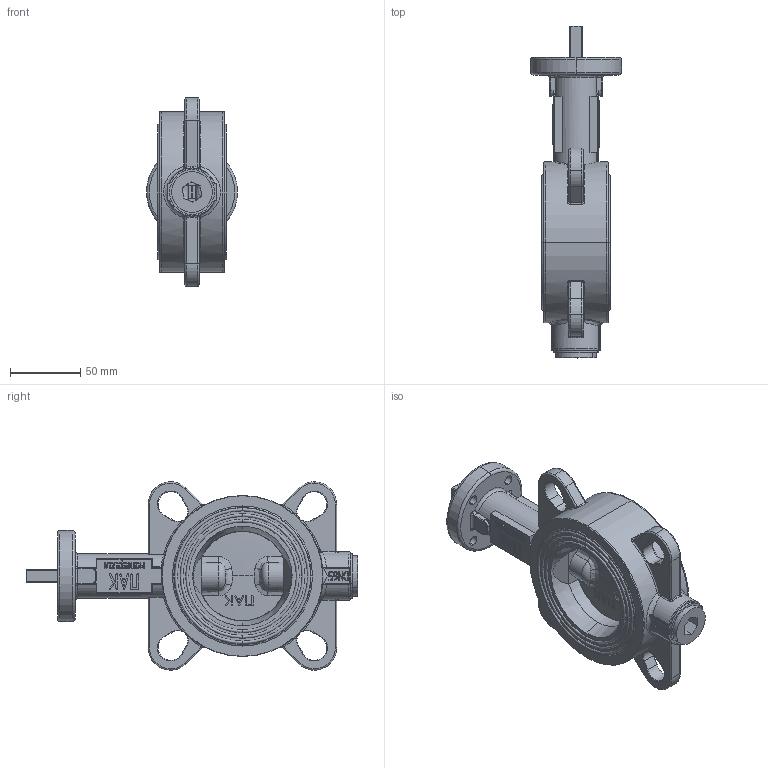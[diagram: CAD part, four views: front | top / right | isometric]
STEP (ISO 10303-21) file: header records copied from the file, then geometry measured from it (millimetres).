
FILE_DESCRIPTION (( 'STEP AP214' ), '1' );
FILE_NAME ('! 檗10.065.16.000 捘.STEP', '2022-05-30T07:09:18', ( '' ), ( '' ), 'SwSTEP 2.0', 'SolidWorks 2017', '' );
FILE_SCHEMA (( 'AUTOMOTIVE_DESIGN' ));
Length unit declared in the file: millimetre
Products named in the file (1): ! 檗10.065.16.000 捘
Bounding box: 65 x 237 x 134.53 mm (x, y, z)
Surface area: 90502.7 mm2 (no closed solid volume)
Topology: 0 solids, 9 shells, 1053 faces, 4142 edges, 2913 vertices
Faces by surface type: plane 478, bspline 291, cylinder 159, torus 117, cone 8
Entity records: 70957 total; most frequent: CARTESIAN_POINT 29331, ORIENTED_EDGE 6452, DIRECTION 4655, EDGE_CURVE 4135, VERTEX_POINT 2913, LINE 2045, VECTOR 2045, B_SPLINE_CURVE_WITH_KNOTS 1524
